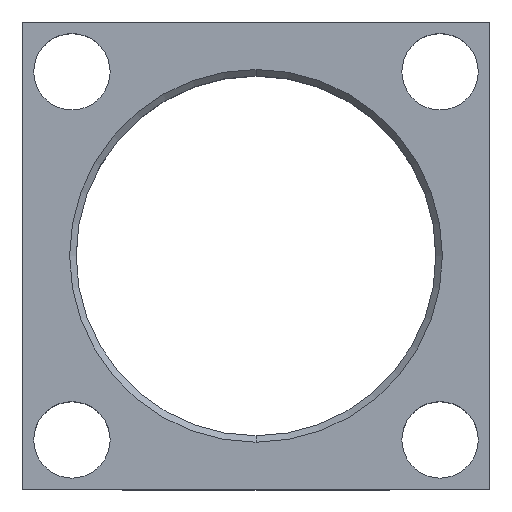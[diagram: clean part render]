
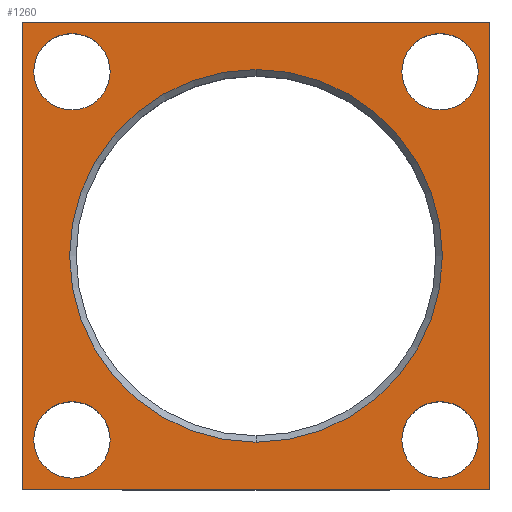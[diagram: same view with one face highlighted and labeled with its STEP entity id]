
A CAD part, top view. The second image highlights one B-rep face of the part: STEP entity #1260.
In plain terms, the highlighted planar face has unit normal (0, 0, 1).
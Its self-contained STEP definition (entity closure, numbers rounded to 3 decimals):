
#114=DIRECTION('',(0.,-1.,0.));
#115=VECTOR('',#114,82.55);
#116=CARTESIAN_POINT('',(-41.275,41.275,0.));
#117=LINE('',#116,#115);
#122=DIRECTION('',(-1.,0.,0.));
#123=VECTOR('',#122,82.55);
#124=CARTESIAN_POINT('',(41.275,41.275,0.));
#125=LINE('',#124,#123);
#129=DIRECTION('',(0.,1.,0.));
#130=VECTOR('',#129,82.55);
#131=CARTESIAN_POINT('',(41.275,-41.275,0.));
#132=LINE('',#131,#130);
#136=DIRECTION('',(1.,0.,0.));
#137=VECTOR('',#136,82.55);
#138=CARTESIAN_POINT('',(-41.275,-41.275,0.));
#139=LINE('',#138,#137);
#143=CARTESIAN_POINT('',(0.,0.,0.));
#144=DIRECTION('',(0.,0.,-1.));
#145=DIRECTION('',(0.,1.,0.));
#146=AXIS2_PLACEMENT_3D('',#143,#144,#145);
#151=CARTESIAN_POINT('',(0.,0.,0.));
#152=DIRECTION('',(0.,0.,-1.));
#153=DIRECTION('',(0.,-1.,0.));
#154=AXIS2_PLACEMENT_3D('',#151,#152,#153);
#159=CARTESIAN_POINT('',(32.487,-32.487,0.));
#160=DIRECTION('',(0.,0.,-1.));
#161=DIRECTION('',(-1.,0.,0.));
#162=AXIS2_PLACEMENT_3D('',#159,#160,#161);
#167=CARTESIAN_POINT('',(32.487,-32.487,0.));
#168=DIRECTION('',(0.,0.,-1.));
#169=DIRECTION('',(1.,0.,0.));
#170=AXIS2_PLACEMENT_3D('',#167,#168,#169);
#175=CARTESIAN_POINT('',(-32.487,-32.487,0.));
#176=DIRECTION('',(0.,0.,-1.));
#177=DIRECTION('',(-1.,0.,0.));
#178=AXIS2_PLACEMENT_3D('',#175,#176,#177);
#183=CARTESIAN_POINT('',(-32.487,-32.487,0.));
#184=DIRECTION('',(0.,0.,-1.));
#185=DIRECTION('',(1.,0.,0.));
#186=AXIS2_PLACEMENT_3D('',#183,#184,#185);
#191=CARTESIAN_POINT('',(32.487,32.487,0.));
#192=DIRECTION('',(0.,0.,-1.));
#193=DIRECTION('',(-1.,0.,0.));
#194=AXIS2_PLACEMENT_3D('',#191,#192,#193);
#199=CARTESIAN_POINT('',(32.487,32.487,0.));
#200=DIRECTION('',(0.,0.,-1.));
#201=DIRECTION('',(1.,0.,0.));
#202=AXIS2_PLACEMENT_3D('',#199,#200,#201);
#207=CARTESIAN_POINT('',(-32.487,32.487,0.));
#208=DIRECTION('',(0.,0.,-1.));
#209=DIRECTION('',(-1.,0.,0.));
#210=AXIS2_PLACEMENT_3D('',#207,#208,#209);
#215=CARTESIAN_POINT('',(-32.487,32.487,0.));
#216=DIRECTION('',(0.,0.,-1.));
#217=DIRECTION('',(1.,0.,0.));
#218=AXIS2_PLACEMENT_3D('',#215,#216,#217);
#1063=CARTESIAN_POINT('',(-41.275,41.275,0.));
#1064=CARTESIAN_POINT('',(-41.275,-41.275,0.));
#1065=VERTEX_POINT('',#1063);
#1066=VERTEX_POINT('',#1064);
#1067=CARTESIAN_POINT('',(41.275,-41.275,0.));
#1068=VERTEX_POINT('',#1067);
#1069=CARTESIAN_POINT('',(41.275,41.275,0.));
#1070=VERTEX_POINT('',#1069);
#1075=CARTESIAN_POINT('',(0.,32.895,0.));
#1076=CARTESIAN_POINT('',(0.,-32.895,0.));
#1077=VERTEX_POINT('',#1075);
#1078=VERTEX_POINT('',#1076);
#1151=CARTESIAN_POINT('',(25.743,-32.487,0.));
#1152=CARTESIAN_POINT('',(39.23,-32.487,0.));
#1153=VERTEX_POINT('',#1151);
#1154=VERTEX_POINT('',#1152);
#1159=CARTESIAN_POINT('',(-39.23,-32.487,0.));
#1160=CARTESIAN_POINT('',(-25.743,-32.487,0.));
#1161=VERTEX_POINT('',#1159);
#1162=VERTEX_POINT('',#1160);
#1167=CARTESIAN_POINT('',(25.743,32.487,0.));
#1168=CARTESIAN_POINT('',(39.23,32.487,0.));
#1169=VERTEX_POINT('',#1167);
#1170=VERTEX_POINT('',#1168);
#1175=CARTESIAN_POINT('',(-39.23,32.487,0.));
#1176=CARTESIAN_POINT('',(-25.743,32.487,0.));
#1177=VERTEX_POINT('',#1175);
#1178=VERTEX_POINT('',#1176);
#1215=CARTESIAN_POINT('',(0.,0.,0.));
#1216=DIRECTION('',(0.,0.,1.));
#1217=DIRECTION('',(1.,0.,0.));
#1218=AXIS2_PLACEMENT_3D('',#1215,#1216,#1217);
#1219=PLANE('',#1218);
#1221=ORIENTED_EDGE('',*,*,#1220,.F.);
#1223=ORIENTED_EDGE('',*,*,#1222,.F.);
#1225=ORIENTED_EDGE('',*,*,#1224,.F.);
#1227=ORIENTED_EDGE('',*,*,#1226,.F.);
#1228=EDGE_LOOP('',(#1221,#1223,#1225,#1227));
#1229=FACE_OUTER_BOUND('',#1228,.F.);
#1231=ORIENTED_EDGE('',*,*,#1230,.F.);
#1233=ORIENTED_EDGE('',*,*,#1232,.F.);
#1234=EDGE_LOOP('',(#1231,#1233));
#1235=FACE_BOUND('',#1234,.F.);
#1237=ORIENTED_EDGE('',*,*,#1236,.F.);
#1239=ORIENTED_EDGE('',*,*,#1238,.F.);
#1240=EDGE_LOOP('',(#1237,#1239));
#1241=FACE_BOUND('',#1240,.F.);
#1243=ORIENTED_EDGE('',*,*,#1242,.F.);
#1245=ORIENTED_EDGE('',*,*,#1244,.F.);
#1246=EDGE_LOOP('',(#1243,#1245));
#1247=FACE_BOUND('',#1246,.F.);
#1249=ORIENTED_EDGE('',*,*,#1248,.F.);
#1251=ORIENTED_EDGE('',*,*,#1250,.F.);
#1252=EDGE_LOOP('',(#1249,#1251));
#1253=FACE_BOUND('',#1252,.F.);
#1255=ORIENTED_EDGE('',*,*,#1254,.F.);
#1257=ORIENTED_EDGE('',*,*,#1256,.F.);
#1258=EDGE_LOOP('',(#1255,#1257));
#1259=FACE_BOUND('',#1258,.F.);
#1260=ADVANCED_FACE('',(#1229,#1235,#1241,#1247,#1253,#1259),#1219,.T.);
#147=CIRCLE('',#146,32.895);
#155=CIRCLE('',#154,32.895);
#163=CIRCLE('',#162,6.744);
#171=CIRCLE('',#170,6.744);
#179=CIRCLE('',#178,6.744);
#187=CIRCLE('',#186,6.744);
#195=CIRCLE('',#194,6.744);
#203=CIRCLE('',#202,6.744);
#211=CIRCLE('',#210,6.744);
#219=CIRCLE('',#218,6.744);
#1220=EDGE_CURVE('',#1065,#1066,#117,.T.);
#1222=EDGE_CURVE('',#1070,#1065,#125,.T.);
#1224=EDGE_CURVE('',#1068,#1070,#132,.T.);
#1226=EDGE_CURVE('',#1066,#1068,#139,.T.);
#1230=EDGE_CURVE('',#1077,#1078,#147,.T.);
#1232=EDGE_CURVE('',#1078,#1077,#155,.T.);
#1236=EDGE_CURVE('',#1153,#1154,#163,.T.);
#1238=EDGE_CURVE('',#1154,#1153,#171,.T.);
#1242=EDGE_CURVE('',#1161,#1162,#179,.T.);
#1244=EDGE_CURVE('',#1162,#1161,#187,.T.);
#1248=EDGE_CURVE('',#1169,#1170,#195,.T.);
#1250=EDGE_CURVE('',#1170,#1169,#203,.T.);
#1254=EDGE_CURVE('',#1177,#1178,#211,.T.);
#1256=EDGE_CURVE('',#1178,#1177,#219,.T.);
